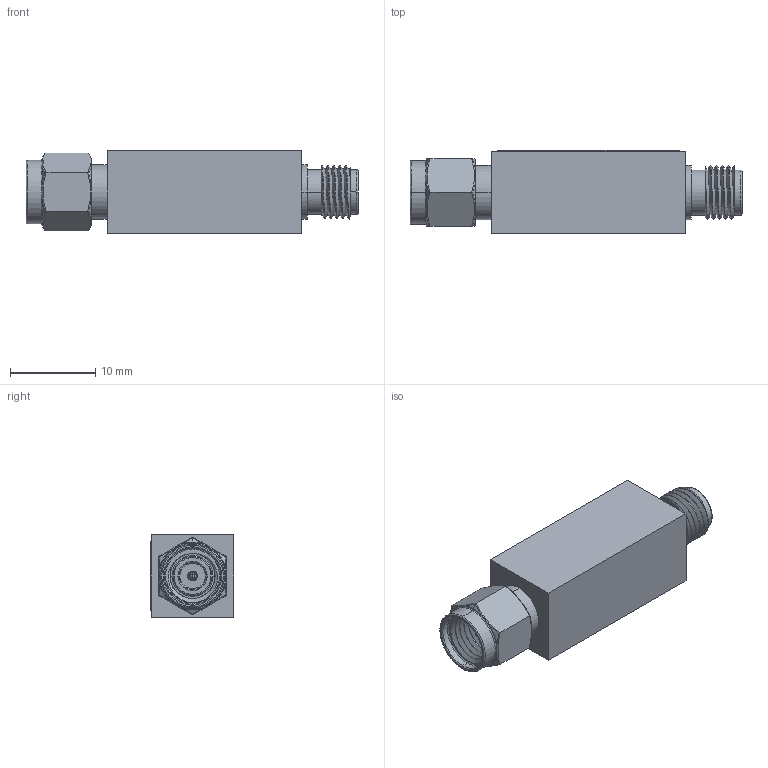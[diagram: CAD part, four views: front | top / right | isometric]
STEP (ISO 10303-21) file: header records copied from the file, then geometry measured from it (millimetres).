
FILE_DESCRIPTION (( 'STEP AP214' ), '1' );
FILE_NAME ('LM-20M18G-100W-15DBM-ROHS.STEP', '2025-04-08T12:50:41', ( '' ), ( '' ), 'SwSTEP 2.0', 'SolidWorks 2024', '' );
FILE_SCHEMA (( 'AUTOMOTIVE_DESIGN' ));
Length unit declared in the file: inch
Products named in the file (1): LM-20M18G-100W-15DBM-ROHS
Bounding box: 38.99 x 9.78 x 9.65 mm (x, y, z)
Volume: 2755.3 mm3; surface area: 2343.5 mm2
Topology: 5 solids, 6 shells, 930 faces, 3359 edges, 2583 vertices
Faces by surface type: cylinder 318, plane 287, torus 246, bspline 35, sphere 24, cone 20
Entity records: 63761 total; most frequent: CARTESIAN_POINT 23486, ORIENTED_EDGE 6662, DIRECTION 5003, EDGE_CURVE 3331, VERTEX_POINT 2583, AXIS2_PLACEMENT_3D 1803, VECTOR 1397, LINE 1397
